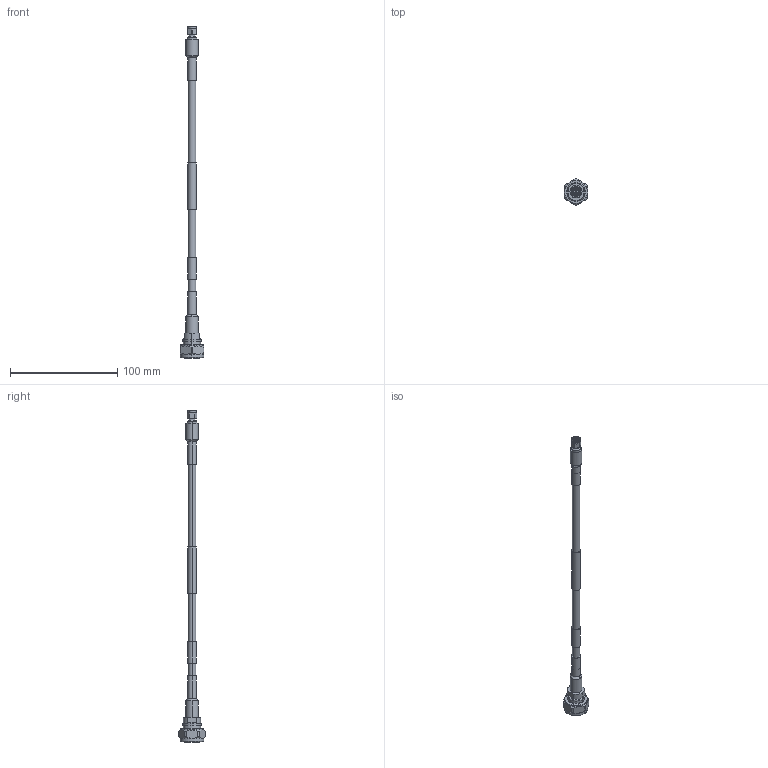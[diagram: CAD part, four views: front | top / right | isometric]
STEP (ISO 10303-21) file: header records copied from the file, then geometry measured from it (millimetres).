
FILE_DESCRIPTION (( 'STEP AP214' ), '1' );
FILE_NAME ('FMCA1917_3D.step', '2025-07-24T23:34:52', ( '' ), ( '' ), 'SwSTEP 2.0', 'SolidWorks 2022', '' );
FILE_SCHEMA (( 'AUTOMOTIVE_DESIGN' ));
Length unit declared in the file: inch
Products named in the file (6): TC-SPP250-SM-LP_3D^FMCA1917; Heat Shrink^FMCA1917; TC-250-4310M-LP_body^TC-250-4310M-LP-PE_3D_FMCA1917; Coax Cable^FMCA1917; FMCA1917_3D; TC-250-4310M-LP-PE_3D^FMCA1917
Assembly tree (6 placements, depth 3):
  FMCA1917_3D
    Coax Cable^FMCA1917
    Heat Shrink^FMCA1917  x2
    TC-SPP250-SM-LP_3D^FMCA1917
    TC-250-4310M-LP-PE_3D^FMCA1917
      TC-250-4310M-LP_body^TC-250-4310M-LP-PE_3D_FMCA1917
Bounding box: 22 x 24.5 x 309.36 mm (x, y, z)
Volume: 21666.4 mm3; surface area: 13401 mm2
Topology: 5 solids, 5 shells, 249 faces, 546 edges, 326 vertices
Faces by surface type: cylinder 98, cone 79, plane 47, torus 16, bspline 9
Entity records: 8690 total; most frequent: CARTESIAN_POINT 3125, DIRECTION 1214, ORIENTED_EDGE 1056, EDGE_CURVE 528, AXIS2_PLACEMENT_3D 510, VERTEX_POINT 314, CIRCLE 266, EDGE_LOOP 262
